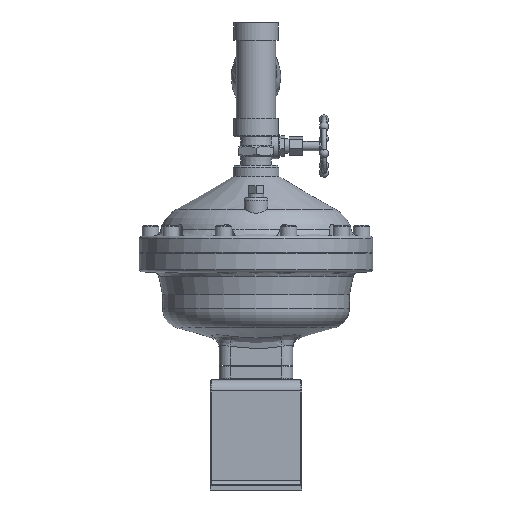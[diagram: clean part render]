
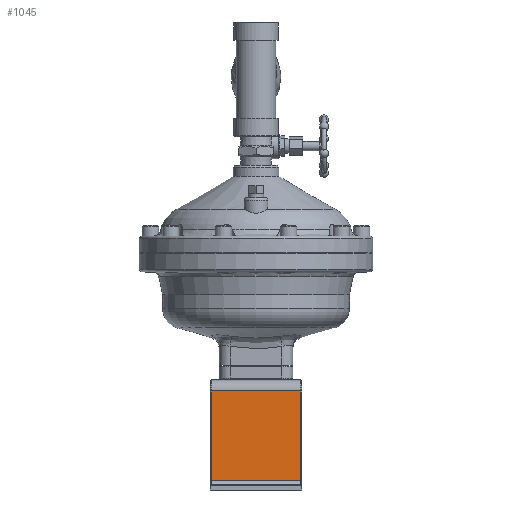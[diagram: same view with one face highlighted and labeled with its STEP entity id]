
A CAD part, left-side view. The second image highlights one B-rep face of the part: STEP entity #1045.
In plain terms, the highlighted planar face has unit normal (-1, 0, 0).
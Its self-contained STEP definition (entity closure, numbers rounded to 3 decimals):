
#411=CARTESIAN_POINT('',(-70.,-49.0,-150.0));
#412=VERTEX_POINT('',#411);
#477=CARTESIAN_POINT('',(-70.,-49.0,-248.));
#478=VERTEX_POINT('',#477);
#494=CARTESIAN_POINT('',(-70.,-49.0,-150.0));
#495=DIRECTION('',(0.0,0.0,-1.0));
#496=VECTOR('',#495,98.);
#497=LINE('',#494,#496);
#498=EDGE_CURVE('',#412,#478,#497,.T.);
#711=CARTESIAN_POINT('',(-70.,49.0,-248.));
#712=VERTEX_POINT('',#711);
#777=CARTESIAN_POINT('',(-70.,49.0,-150.0));
#778=VERTEX_POINT('',#777);
#794=CARTESIAN_POINT('',(-70.,49.0,-248.));
#795=DIRECTION('',(0.0,0.0,1.0));
#796=VECTOR('',#795,98.);
#797=LINE('',#794,#796);
#798=EDGE_CURVE('',#712,#778,#797,.T.);
#1020=CARTESIAN_POINT('',(-70.,-49.0,-248.));
#1021=DIRECTION('',(0.0,1.0,0.0));
#1022=VECTOR('',#1021,98.0);
#1023=LINE('',#1020,#1022);
#1024=EDGE_CURVE('',#478,#712,#1023,.T.);
#1029=CARTESIAN_POINT('',(-70.,0.0,-138.0));
#1030=DIRECTION('',(-1.0,0.0,0.0));
#1031=DIRECTION('',(0.0,0.0,1.0));
#1032=AXIS2_PLACEMENT_3D('',#1029,#1030,#1031);
#1033=PLANE('',#1032);
#1034=ORIENTED_EDGE('',*,*,#798,.F.);
#1035=ORIENTED_EDGE('',*,*,#1024,.F.);
#1036=ORIENTED_EDGE('',*,*,#498,.F.);
#1037=CARTESIAN_POINT('',(-70.,49.0,-150.0));
#1038=DIRECTION('',(0.0,-1.0,0.0));
#1039=VECTOR('',#1038,98.0);
#1040=LINE('',#1037,#1039);
#1041=EDGE_CURVE('',#778,#412,#1040,.T.);
#1042=ORIENTED_EDGE('',*,*,#1041,.F.);
#1043=EDGE_LOOP('',(#1034,#1035,#1036,#1042));
#1044=FACE_OUTER_BOUND('',#1043,.T.);
#1045=ADVANCED_FACE('',(#1044),#1033,.T.);
